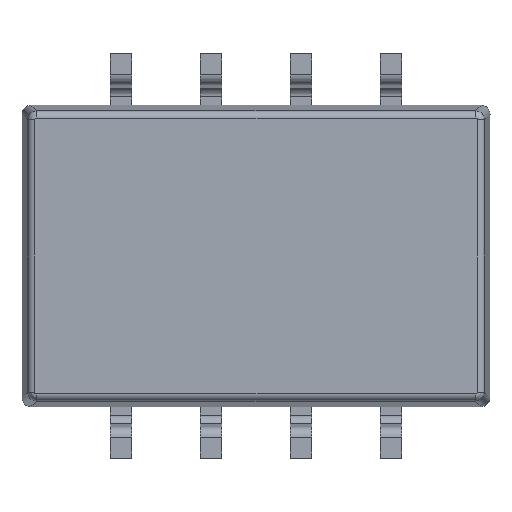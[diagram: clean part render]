
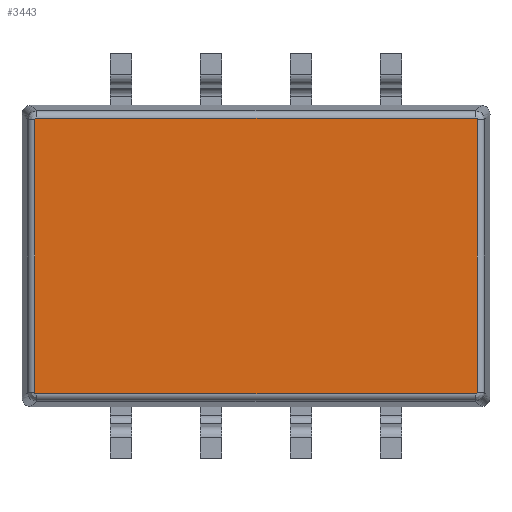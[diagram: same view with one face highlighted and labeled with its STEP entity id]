
A CAD part, front view. The second image highlights one B-rep face of the part: STEP entity #3443.
In plain terms, the highlighted planar face has unit normal (0, -1, 0).
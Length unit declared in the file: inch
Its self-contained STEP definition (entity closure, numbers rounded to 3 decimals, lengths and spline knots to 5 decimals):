
#182 = FACE_OUTER_BOUND ( 'NONE', #189, .T. ) ;
#189 = EDGE_LOOP ( 'NONE', ( #2920, #1647, #1244, #4411, #830, #3275, #5458, #4230 ) ) ;
#273 = VERTEX_POINT ( 'NONE', #6161 ) ;
#303 = PLANE ( 'NONE',  #5927 ) ;
#380 = CARTESIAN_POINT ( 'NONE',  ( 0.24543, -0.07874, 0.15233 ) ) ;
#385 = VERTEX_POINT ( 'NONE', #2327 ) ;
#437 = VECTOR ( 'NONE', #4926, 39.37008 ) ;
#572 = EDGE_CURVE ( 'NONE', #385, #1834, #3231, .T. ) ;
#644 = DIRECTION ( 'NONE',  ( 1., 0., 0. ) ) ;
#767 = CARTESIAN_POINT ( 'NONE',  ( -0.24543, -0.07874, 0.15233 ) ) ;
#778 = DIRECTION ( 'NONE',  ( 0., 0., 1. ) ) ;
#797 = CARTESIAN_POINT ( 'NONE',  ( 0.24574, -0.07874, -0.15148 ) ) ;
#830 = ORIENTED_EDGE ( 'NONE', *, *, #1580, .F. ) ;
#928 = CARTESIAN_POINT ( 'NONE',  ( -0.24574, -0.07874, 0.15122 ) ) ;
#1149 = VECTOR ( 'NONE', #3713, 39.37008 ) ;
#1198 = VERTEX_POINT ( 'NONE', #5752 ) ;
#1241 = CARTESIAN_POINT ( 'NONE',  ( 0.24444, -0.07874, -0.15313 ) ) ;
#1244 = ORIENTED_EDGE ( 'NONE', *, *, #5236, .F. ) ;
#1352 = CARTESIAN_POINT ( 'NONE',  ( -0.24485, -0.07874, -0.15291 ) ) ;
#1386 = CARTESIAN_POINT ( 'NONE',  ( -0.24574, -0.07874, -0.15148 ) ) ;
#1392 = CARTESIAN_POINT ( 'NONE',  ( 0.244, -0.07874, 0.15322 ) ) ;
#1409 = B_SPLINE_CURVE_WITH_KNOTS ( 'NONE', 3,
 ( #5615, #3183, #2271, #767, #2238, #4703, #1796, #3750, #5684 ),
 .UNSPECIFIED., .F., .F.,
 ( 4, 1, 1, 1, 1, 1, 4 ),
 ( 0., 0.25, 0.375, 0.5, 0.625, 0.75, 1. ),
 .UNSPECIFIED. ) ;
#1466 = B_SPLINE_CURVE_WITH_KNOTS ( 'NONE', 3,
 ( #2827, #1859, #2436, #1352, #2340, #5258, #1486, #1386, #1915 ),
 .UNSPECIFIED., .F., .F.,
 ( 4, 1, 1, 1, 1, 1, 4 ),
 ( 0., 0.25, 0.375, 0.5, 0.625, 0.75, 1. ),
 .UNSPECIFIED. ) ;
#1486 = CARTESIAN_POINT ( 'NONE',  ( -0.24565, -0.07874, -0.15192 ) ) ;
#1574 = VECTOR ( 'NONE', #6233, 39.37008 ) ;
#1580 = EDGE_CURVE ( 'NONE', #2359, #2712, #2183, .T. ) ;
#1643 = CARTESIAN_POINT ( 'NONE',  ( -0.24374, -0.07874, -0.15322 ) ) ;
#1647 = ORIENTED_EDGE ( 'NONE', *, *, #5405, .T. ) ;
#1788 = B_SPLINE_CURVE_WITH_KNOTS ( 'NONE', 3,
 ( #5176, #797, #2757, #5054, #4165, #5616, #1241, #4679, #5084 ),
 .UNSPECIFIED., .F., .F.,
 ( 4, 1, 1, 1, 1, 1, 4 ),
 ( 0., 0.25, 0.375, 0.5, 0.625, 0.75, 1. ),
 .UNSPECIFIED. ) ;
#1794 = LINE ( 'NONE', #5144, #1149 ) ;
#1796 = CARTESIAN_POINT ( 'NONE',  ( -0.24444, -0.07874, 0.15313 ) ) ;
#1834 = VERTEX_POINT ( 'NONE', #928 ) ;
#1838 = EDGE_CURVE ( 'NONE', #2712, #1198, #2877, .T. ) ;
#1859 = CARTESIAN_POINT ( 'NONE',  ( -0.244, -0.07874, -0.15322 ) ) ;
#1915 = CARTESIAN_POINT ( 'NONE',  ( -0.24574, -0.07874, -0.15122 ) ) ;
#1961 = CARTESIAN_POINT ( 'NONE',  ( 0.24374, -0.07874, 0.15322 ) ) ;
#2048 = EDGE_CURVE ( 'NONE', #2359, #273, #1794, .T. ) ;
#2181 = CARTESIAN_POINT ( 'NONE',  ( 0., -0.07874, 0. ) ) ;
#2183 = B_SPLINE_CURVE_WITH_KNOTS ( 'NONE', 3,
 ( #4690, #1392, #5726, #3234, #6111, #380, #3697, #4246, #6229 ),
 .UNSPECIFIED., .F., .F.,
 ( 4, 1, 1, 1, 1, 1, 4 ),
 ( 0., 0.25, 0.375, 0.5, 0.625, 0.75, 1. ),
 .UNSPECIFIED. ) ;
#2238 = CARTESIAN_POINT ( 'NONE',  ( -0.24517, -0.07874, 0.15265 ) ) ;
#2271 = CARTESIAN_POINT ( 'NONE',  ( -0.24565, -0.07874, 0.15192 ) ) ;
#2327 = CARTESIAN_POINT ( 'NONE',  ( -0.24574, -0.07874, -0.15122 ) ) ;
#2340 = CARTESIAN_POINT ( 'NONE',  ( -0.24517, -0.07874, -0.15265 ) ) ;
#2359 = VERTEX_POINT ( 'NONE', #1961 ) ;
#2436 = CARTESIAN_POINT ( 'NONE',  ( -0.24444, -0.07874, -0.15313 ) ) ;
#2712 = VERTEX_POINT ( 'NONE', #5962 ) ;
#2757 = CARTESIAN_POINT ( 'NONE',  ( 0.24565, -0.07874, -0.15192 ) ) ;
#2827 = CARTESIAN_POINT ( 'NONE',  ( -0.24374, -0.07874, -0.15322 ) ) ;
#2877 = LINE ( 'NONE', #3441, #437 ) ;
#2887 = LINE ( 'NONE', #4817, #1574 ) ;
#2920 = ORIENTED_EDGE ( 'NONE', *, *, #5792, .F. ) ;
#3125 = CARTESIAN_POINT ( 'NONE',  ( 0.24374, -0.07874, -0.15322 ) ) ;
#3183 = CARTESIAN_POINT ( 'NONE',  ( -0.24574, -0.07874, 0.15148 ) ) ;
#3231 = LINE ( 'NONE', #3758, #5004 ) ;
#3234 = CARTESIAN_POINT ( 'NONE',  ( 0.24485, -0.07874, 0.15291 ) ) ;
#3275 = ORIENTED_EDGE ( 'NONE', *, *, #2048, .T. ) ;
#3441 = CARTESIAN_POINT ( 'NONE',  ( 0.24574, -0.07874, 0.15122 ) ) ;
#3443 = ADVANCED_FACE ( 'NONE', ( #182 ), #303, .F. ) ;
#3697 = CARTESIAN_POINT ( 'NONE',  ( 0.24565, -0.07874, 0.15192 ) ) ;
#3713 = DIRECTION ( 'NONE',  ( -1., 0., 0. ) ) ;
#3750 = CARTESIAN_POINT ( 'NONE',  ( -0.244, -0.07874, 0.15322 ) ) ;
#3758 = CARTESIAN_POINT ( 'NONE',  ( -0.24574, -0.07874, -0.15122 ) ) ;
#4142 = DIRECTION ( 'NONE',  ( 0., 1., 0. ) ) ;
#4165 = CARTESIAN_POINT ( 'NONE',  ( 0.24517, -0.07874, -0.15265 ) ) ;
#4230 = ORIENTED_EDGE ( 'NONE', *, *, #572, .F. ) ;
#4246 = CARTESIAN_POINT ( 'NONE',  ( 0.24574, -0.07874, 0.15148 ) ) ;
#4315 = EDGE_CURVE ( 'NONE', #1834, #273, #1409, .T. ) ;
#4411 = ORIENTED_EDGE ( 'NONE', *, *, #1838, .F. ) ;
#4564 = VERTEX_POINT ( 'NONE', #3125 ) ;
#4679 = CARTESIAN_POINT ( 'NONE',  ( 0.244, -0.07874, -0.15322 ) ) ;
#4690 = CARTESIAN_POINT ( 'NONE',  ( 0.24374, -0.07874, 0.15322 ) ) ;
#4703 = CARTESIAN_POINT ( 'NONE',  ( -0.24485, -0.07874, 0.15291 ) ) ;
#4817 = CARTESIAN_POINT ( 'NONE',  ( -0.24374, -0.07874, -0.15322 ) ) ;
#4926 = DIRECTION ( 'NONE',  ( 0., 0., -1. ) ) ;
#5004 = VECTOR ( 'NONE', #778, 39.37008 ) ;
#5054 = CARTESIAN_POINT ( 'NONE',  ( 0.24543, -0.07874, -0.15233 ) ) ;
#5084 = CARTESIAN_POINT ( 'NONE',  ( 0.24374, -0.07874, -0.15322 ) ) ;
#5144 = CARTESIAN_POINT ( 'NONE',  ( 0.24374, -0.07874, 0.15322 ) ) ;
#5176 = CARTESIAN_POINT ( 'NONE',  ( 0.24574, -0.07874, -0.15122 ) ) ;
#5236 = EDGE_CURVE ( 'NONE', #1198, #4564, #1788, .T. ) ;
#5258 = CARTESIAN_POINT ( 'NONE',  ( -0.24543, -0.07874, -0.15233 ) ) ;
#5405 = EDGE_CURVE ( 'NONE', #5573, #4564, #2887, .T. ) ;
#5458 = ORIENTED_EDGE ( 'NONE', *, *, #4315, .F. ) ;
#5573 = VERTEX_POINT ( 'NONE', #1643 ) ;
#5615 = CARTESIAN_POINT ( 'NONE',  ( -0.24574, -0.07874, 0.15122 ) ) ;
#5616 = CARTESIAN_POINT ( 'NONE',  ( 0.24485, -0.07874, -0.15291 ) ) ;
#5684 = CARTESIAN_POINT ( 'NONE',  ( -0.24374, -0.07874, 0.15322 ) ) ;
#5726 = CARTESIAN_POINT ( 'NONE',  ( 0.24444, -0.07874, 0.15313 ) ) ;
#5752 = CARTESIAN_POINT ( 'NONE',  ( 0.24574, -0.07874, -0.15122 ) ) ;
#5792 = EDGE_CURVE ( 'NONE', #5573, #385, #1466, .T. ) ;
#5927 = AXIS2_PLACEMENT_3D ( 'NONE', #2181, #4142, #644 ) ;
#5962 = CARTESIAN_POINT ( 'NONE',  ( 0.24574, -0.07874, 0.15122 ) ) ;
#6111 = CARTESIAN_POINT ( 'NONE',  ( 0.24517, -0.07874, 0.15265 ) ) ;
#6161 = CARTESIAN_POINT ( 'NONE',  ( -0.24374, -0.07874, 0.15322 ) ) ;
#6229 = CARTESIAN_POINT ( 'NONE',  ( 0.24574, -0.07874, 0.15122 ) ) ;
#6233 = DIRECTION ( 'NONE',  ( 1., 0., 0. ) ) ;
